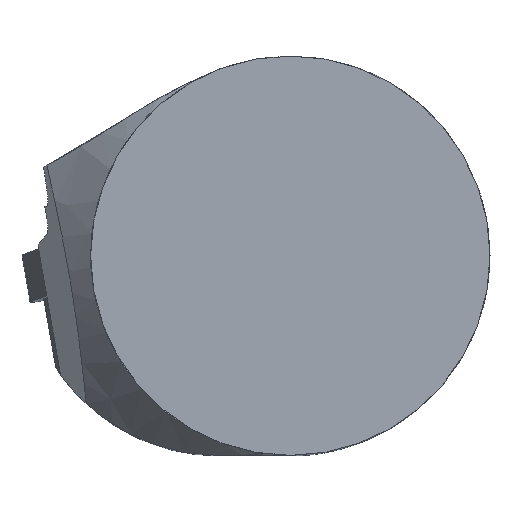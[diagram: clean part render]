
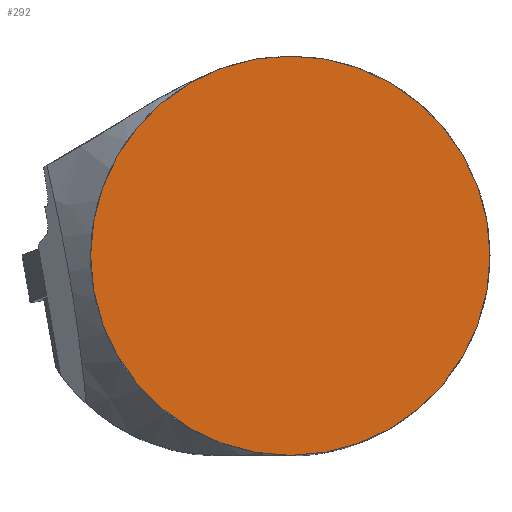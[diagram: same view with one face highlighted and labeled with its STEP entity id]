
A CAD part, top view. The second image highlights one B-rep face of the part: STEP entity #292.
In plain terms, the highlighted planar face has unit normal (0, 0, 1).
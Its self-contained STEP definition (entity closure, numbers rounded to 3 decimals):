
#147=CIRCLE('',#1692,20.);
#292=ADVANCED_FACE('',(#417),#360,.T.);
#360=PLANE('',#1744);
#417=FACE_OUTER_BOUND('',#497,.T.);
#497=EDGE_LOOP('',(#784));
#784=ORIENTED_EDGE('',*,*,#1221,.F.);
#1067=VERTEX_POINT('',#2336);
#1221=EDGE_CURVE('',#1067,#1067,#147,.T.);
#1692=AXIS2_PLACEMENT_3D('',#2335,#1896,#1897);
#1744=AXIS2_PLACEMENT_3D('',#2542,#2033,#2034);
#1896=DIRECTION('',(0.,0.,-1.));
#1897=DIRECTION('',(1.,0.,0.));
#2033=DIRECTION('',(0.,0.,1.));
#2034=DIRECTION('',(1.,0.,0.));
#2335=CARTESIAN_POINT('',(0.,0.,0.));
#2336=CARTESIAN_POINT('',(20.,0.,0.));
#2542=CARTESIAN_POINT('',(0.,0.,0.));
